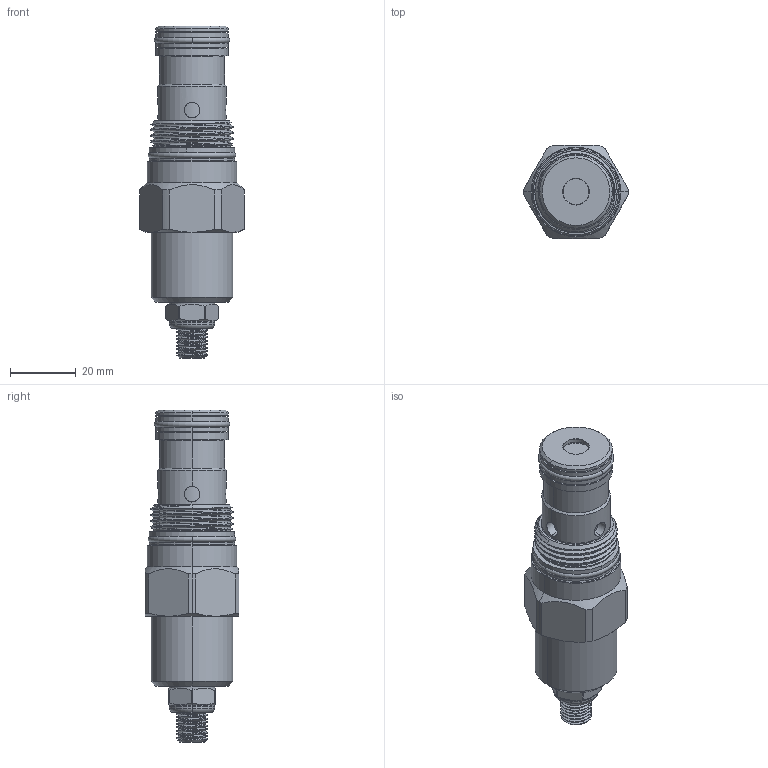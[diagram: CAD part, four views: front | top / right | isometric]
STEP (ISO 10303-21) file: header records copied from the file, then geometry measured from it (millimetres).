
FILE_DESCRIPTION (( 'STEP AP203' ), '1' );
FILE_NAME ('FR5A20-L.STEP', '2016-05-24T00:42:56', ( '' ), ( '' ), 'SwSTEP 2.0', 'SolidWorks 2012', '' );
FILE_SCHEMA (( 'CONFIG_CONTROL_DESIGN' ));
Length unit declared in the file: millimetre
Products named in the file (1): FR5A20-L
Bounding box: 31.8 x 28.57 x 101.28 mm (x, y, z)
Volume: 42063.1 mm3; surface area: 11006.2 mm2
Topology: 1 solids, 1 shells, 223 faces, 542 edges, 341 vertices
Faces by surface type: cylinder 110, plane 51, cone 33, torus 24, bspline 5
Entity records: 11008 total; most frequent: CARTESIAN_POINT 5898, ORIENTED_EDGE 1080, DIRECTION 1051, EDGE_CURVE 540, AXIS2_PLACEMENT_3D 436, VERTEX_POINT 341, EDGE_LOOP 245, FACE_OUTER_BOUND 223
